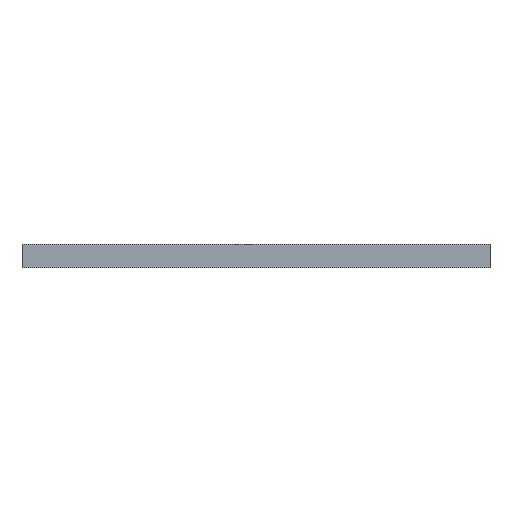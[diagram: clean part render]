
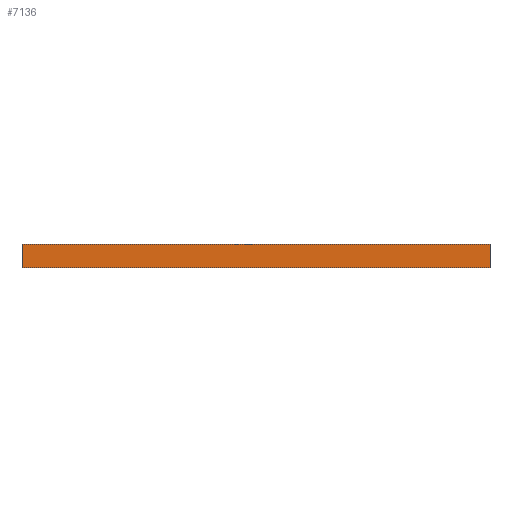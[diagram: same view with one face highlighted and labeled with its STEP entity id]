
A CAD part, front view. The second image highlights one B-rep face of the part: STEP entity #7136.
In plain terms, the highlighted planar face has unit normal (0, -1, 0).
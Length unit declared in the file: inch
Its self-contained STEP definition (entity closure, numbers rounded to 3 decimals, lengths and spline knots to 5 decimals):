
#322 = PLANE ( 'NONE',  #7629 ) ;
#435 = CARTESIAN_POINT ( 'NONE',  ( -0.59055, -0.59055, 0. ) ) ;
#461 = EDGE_CURVE ( 'NONE', #7985, #6998, #2433, .T. ) ;
#823 = FACE_OUTER_BOUND ( 'NONE', #7450, .T. ) ;
#830 = CARTESIAN_POINT ( 'NONE',  ( 0.59055, -0.59055, -0.03937 ) ) ;
#1141 = CARTESIAN_POINT ( 'NONE',  ( -0.59055, -0.59055, 0. ) ) ;
#1155 = ORIENTED_EDGE ( 'NONE', *, *, #3244, .F. ) ;
#1418 = LINE ( 'NONE', #3170, #7619 ) ;
#1489 = DIRECTION ( 'NONE',  ( 0., 0., 1. ) ) ;
#1898 = EDGE_CURVE ( 'NONE', #7985, #8384, #2611, .T. ) ;
#2396 = DIRECTION ( 'NONE',  ( 1., 0., 0. ) ) ;
#2413 = VECTOR ( 'NONE', #2396, 39.37008 ) ;
#2433 = LINE ( 'NONE', #3799, #7625 ) ;
#2611 = LINE ( 'NONE', #1141, #4932 ) ;
#2693 = VERTEX_POINT ( 'NONE', #4533 ) ;
#3107 = ORIENTED_EDGE ( 'NONE', *, *, #461, .T. ) ;
#3170 = CARTESIAN_POINT ( 'NONE',  ( 0.59055, -0.59055, 0. ) ) ;
#3198 = CARTESIAN_POINT ( 'NONE',  ( -0.59055, -0.59055, -0.03937 ) ) ;
#3244 = EDGE_CURVE ( 'NONE', #8384, #2693, #4207, .T. ) ;
#3363 = CARTESIAN_POINT ( 'NONE',  ( -0.59055, -0.59055, 0.01969 ) ) ;
#3799 = CARTESIAN_POINT ( 'NONE',  ( -0.59055, -0.59055, -0.03937 ) ) ;
#4207 = LINE ( 'NONE', #6467, #2413 ) ;
#4533 = CARTESIAN_POINT ( 'NONE',  ( 0.59055, -0.59055, 0.01969 ) ) ;
#4932 = VECTOR ( 'NONE', #1489, 39.37008 ) ;
#6346 = ORIENTED_EDGE ( 'NONE', *, *, #1898, .F. ) ;
#6437 = DIRECTION ( 'NONE',  ( 1., 0., 0. ) ) ;
#6465 = DIRECTION ( 'NONE',  ( 0., -1., 0. ) ) ;
#6467 = CARTESIAN_POINT ( 'NONE',  ( -0.59055, -0.59055, 0.01969 ) ) ;
#6998 = VERTEX_POINT ( 'NONE', #830 ) ;
#7136 = ADVANCED_FACE ( 'NONE', ( #823 ), #322, .T. ) ;
#7450 = EDGE_LOOP ( 'NONE', ( #6346, #3107, #7702, #1155 ) ) ;
#7619 = VECTOR ( 'NONE', #8591, 39.37008 ) ;
#7625 = VECTOR ( 'NONE', #7865, 39.37008 ) ;
#7629 = AXIS2_PLACEMENT_3D ( 'NONE', #435, #6465, #6437 ) ;
#7702 = ORIENTED_EDGE ( 'NONE', *, *, #7943, .T. ) ;
#7865 = DIRECTION ( 'NONE',  ( 1., 0., 0. ) ) ;
#7943 = EDGE_CURVE ( 'NONE', #6998, #2693, #1418, .T. ) ;
#7985 = VERTEX_POINT ( 'NONE', #3198 ) ;
#8384 = VERTEX_POINT ( 'NONE', #3363 ) ;
#8591 = DIRECTION ( 'NONE',  ( 0., 0., 1. ) ) ;
